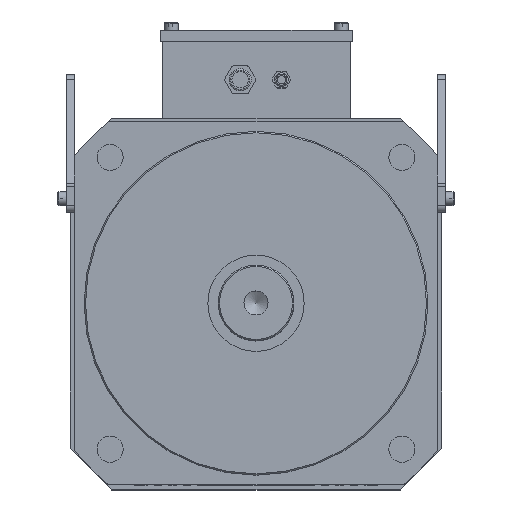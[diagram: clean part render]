
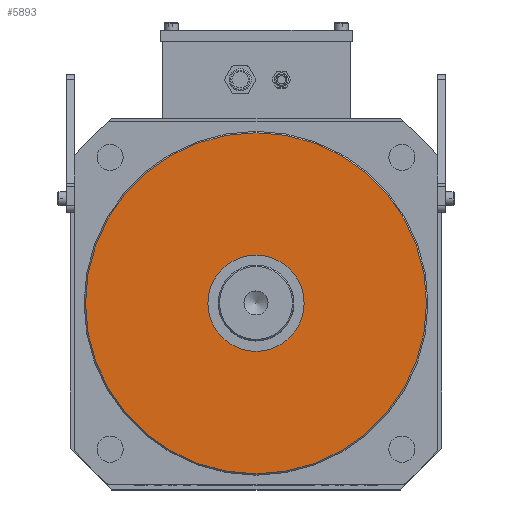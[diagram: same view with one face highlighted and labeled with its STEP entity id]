
A CAD part, top view. The second image highlights one B-rep face of the part: STEP entity #5893.
In plain terms, the highlighted planar face has unit normal (0, 0, 1).
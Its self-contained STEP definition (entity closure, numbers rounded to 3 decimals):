
#25 = VERTEX_POINT ( 'NONE', #4307 ) ;
#131 = PLANE ( 'NONE',  #12444 ) ;
#262 = EDGE_CURVE ( 'NONE', #25, #25, #4988, .T. ) ;
#777 = EDGE_LOOP ( 'NONE', ( #7378 ) ) ;
#1692 = EDGE_LOOP ( 'NONE', ( #9772 ) ) ;
#2050 = CIRCLE ( 'NONE', #13036, 124. ) ;
#2544 = AXIS2_PLACEMENT_3D ( 'NONE', #4558, #10939, #12079 ) ;
#4307 = CARTESIAN_POINT ( 'NONE',  ( 172.566, 317.403, -467.752 ) ) ;
#4410 = DIRECTION ( 'NONE',  ( 1., 0., 0. ) ) ;
#4558 = CARTESIAN_POINT ( 'NONE',  ( 137.566, 317.403, -467.752 ) ) ;
#4988 = CIRCLE ( 'NONE', #2544, 35. ) ;
#5893 = ADVANCED_FACE ( 'NONE', ( #12907, #7632 ), #131, .T. ) ;
#6398 = VERTEX_POINT ( 'NONE', #6461 ) ;
#6461 = CARTESIAN_POINT ( 'NONE',  ( 261.566, 317.403, -467.752 ) ) ;
#7378 = ORIENTED_EDGE ( 'NONE', *, *, #13054, .T. ) ;
#7632 = FACE_BOUND ( 'NONE', #1692, .T. ) ;
#9155 = CARTESIAN_POINT ( 'NONE',  ( 137.566, 317.403, -467.752 ) ) ;
#9611 = DIRECTION ( 'NONE',  ( 0., 0., 1. ) ) ;
#9772 = ORIENTED_EDGE ( 'NONE', *, *, #262, .F. ) ;
#10406 = DIRECTION ( 'NONE',  ( 1., 0., 0. ) ) ;
#10939 = DIRECTION ( 'NONE',  ( 0., 0., 1. ) ) ;
#12079 = DIRECTION ( 'NONE',  ( 1., 0., 0. ) ) ;
#12444 = AXIS2_PLACEMENT_3D ( 'NONE', #12975, #9611, #4410 ) ;
#12580 = DIRECTION ( 'NONE',  ( 0., 0., 1. ) ) ;
#12907 = FACE_OUTER_BOUND ( 'NONE', #777, .T. ) ;
#12975 = CARTESIAN_POINT ( 'NONE',  ( 137.566, 317.403, -467.752 ) ) ;
#13036 = AXIS2_PLACEMENT_3D ( 'NONE', #9155, #12580, #10406 ) ;
#13054 = EDGE_CURVE ( 'NONE', #6398, #6398, #2050, .T. ) ;
